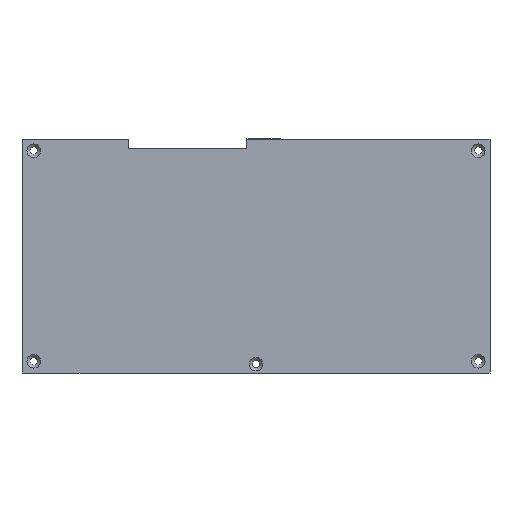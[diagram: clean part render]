
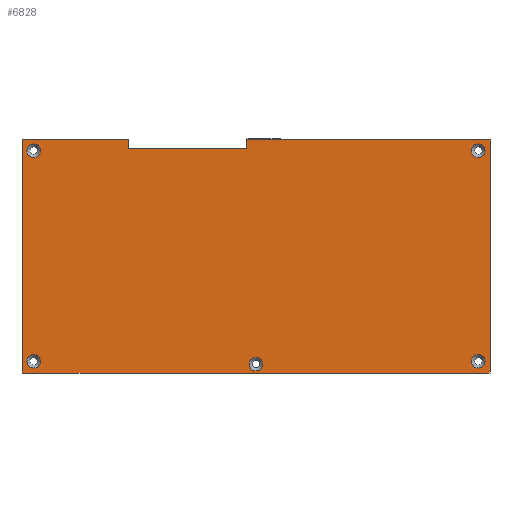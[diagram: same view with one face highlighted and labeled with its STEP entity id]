
A CAD part, front view. The second image highlights one B-rep face of the part: STEP entity #6828.
In plain terms, the highlighted planar face has unit normal (0, -1, 0).
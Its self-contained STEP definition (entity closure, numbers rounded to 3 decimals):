
#83=FACE_BOUND('',#2470,.T.);
#84=FACE_BOUND('',#2471,.T.);
#85=FACE_BOUND('',#2472,.T.);
#86=FACE_BOUND('',#2473,.T.);
#87=FACE_BOUND('',#2474,.T.);
#118=LINE('',#9486,#1056);
#461=LINE('',#10165,#1399);
#462=LINE('',#10168,#1400);
#466=LINE('',#10176,#1404);
#467=LINE('',#10178,#1405);
#468=LINE('',#10180,#1406);
#469=LINE('',#10182,#1407);
#470=LINE('',#10183,#1408);
#1056=VECTOR('',#7692,10.);
#1399=VECTOR('',#8075,10.);
#1400=VECTOR('',#8078,10.);
#1404=VECTOR('',#8086,10.);
#1405=VECTOR('',#8087,10.);
#1406=VECTOR('',#8088,10.);
#1407=VECTOR('',#8089,10.);
#1408=VECTOR('',#8090,10.);
#2015=FACE_OUTER_BOUND('',#2469,.T.);
#2469=EDGE_LOOP('',(#4931,#4932,#4933,#4934,#4935,#4936,#4937,#4938));
#2470=EDGE_LOOP('',(#4939));
#2471=EDGE_LOOP('',(#4940));
#2472=EDGE_LOOP('',(#4941));
#2473=EDGE_LOOP('',(#4942));
#2474=EDGE_LOOP('',(#4943));
#2851=CIRCLE('',#7250,2.875);
#2852=CIRCLE('',#7251,2.875);
#2853=CIRCLE('',#7252,2.875);
#2854=CIRCLE('',#7253,2.875);
#2855=CIRCLE('',#7254,2.875);
#2897=VERTEX_POINT('',#9483);
#2898=VERTEX_POINT('',#9485);
#3214=VERTEX_POINT('',#10163);
#3215=VERTEX_POINT('',#10167);
#3217=VERTEX_POINT('',#10175);
#3218=VERTEX_POINT('',#10177);
#3219=VERTEX_POINT('',#10179);
#3220=VERTEX_POINT('',#10181);
#3221=VERTEX_POINT('',#10184);
#3222=VERTEX_POINT('',#10186);
#3223=VERTEX_POINT('',#10188);
#3224=VERTEX_POINT('',#10190);
#3225=VERTEX_POINT('',#10192);
#3545=EDGE_CURVE('',#2898,#2897,#118,.T.);
#3888=EDGE_CURVE('',#2897,#3214,#461,.T.);
#3889=EDGE_CURVE('',#3215,#2898,#462,.T.);
#3893=EDGE_CURVE('',#3214,#3217,#466,.T.);
#3894=EDGE_CURVE('',#3217,#3218,#467,.T.);
#3895=EDGE_CURVE('',#3218,#3219,#468,.T.);
#3896=EDGE_CURVE('',#3219,#3220,#469,.T.);
#3897=EDGE_CURVE('',#3220,#3215,#470,.T.);
#3898=EDGE_CURVE('',#3221,#3221,#2851,.T.);
#3899=EDGE_CURVE('',#3222,#3222,#2852,.T.);
#3900=EDGE_CURVE('',#3223,#3223,#2853,.T.);
#3901=EDGE_CURVE('',#3224,#3224,#2854,.T.);
#3902=EDGE_CURVE('',#3225,#3225,#2855,.T.);
#4931=ORIENTED_EDGE('',*,*,#3893,.T.);
#4932=ORIENTED_EDGE('',*,*,#3894,.T.);
#4933=ORIENTED_EDGE('',*,*,#3895,.T.);
#4934=ORIENTED_EDGE('',*,*,#3896,.T.);
#4935=ORIENTED_EDGE('',*,*,#3897,.T.);
#4936=ORIENTED_EDGE('',*,*,#3889,.T.);
#4937=ORIENTED_EDGE('',*,*,#3545,.T.);
#4938=ORIENTED_EDGE('',*,*,#3888,.T.);
#4939=ORIENTED_EDGE('',*,*,#3898,.F.);
#4940=ORIENTED_EDGE('',*,*,#3899,.F.);
#4941=ORIENTED_EDGE('',*,*,#3900,.F.);
#4942=ORIENTED_EDGE('',*,*,#3901,.F.);
#4943=ORIENTED_EDGE('',*,*,#3902,.F.);
#6448=PLANE('',#7249);
#6828=ADVANCED_FACE('',(#2015,#83,#84,#85,#86,#87),#6448,.F.);
#7249=AXIS2_PLACEMENT_3D('',#10174,#8084,#8085);
#7250=AXIS2_PLACEMENT_3D('',#10185,#8091,#8092);
#7251=AXIS2_PLACEMENT_3D('',#10187,#8093,#8094);
#7252=AXIS2_PLACEMENT_3D('',#10189,#8095,#8096);
#7253=AXIS2_PLACEMENT_3D('',#10191,#8097,#8098);
#7254=AXIS2_PLACEMENT_3D('',#10193,#8099,#8100);
#7692=DIRECTION('',(-1.,0.,0.));
#8075=DIRECTION('',(0.,0.,1.));
#8078=DIRECTION('',(0.,0.,-1.));
#8084=DIRECTION('center_axis',(0.,1.,0.));
#8085=DIRECTION('ref_axis',(1.,0.,0.));
#8086=DIRECTION('',(-1.,0.,0.));
#8087=DIRECTION('',(0.,0.,-1.));
#8088=DIRECTION('',(1.,0.,0.));
#8089=DIRECTION('',(0.,0.,1.));
#8090=DIRECTION('',(-1.,0.,0.));
#8091=DIRECTION('center_axis',(0.,-1.,0.));
#8092=DIRECTION('ref_axis',(1.,0.,0.));
#8093=DIRECTION('center_axis',(0.,-1.,0.));
#8094=DIRECTION('ref_axis',(1.,0.,0.));
#8095=DIRECTION('center_axis',(0.,-1.,0.));
#8096=DIRECTION('ref_axis',(1.,0.,0.));
#8097=DIRECTION('center_axis',(0.,-1.,0.));
#8098=DIRECTION('ref_axis',(1.,0.,0.));
#8099=DIRECTION('center_axis',(0.,-1.,0.));
#8100=DIRECTION('ref_axis',(1.,0.,0.));
#9483=CARTESIAN_POINT('',(-54.337,0.,45.8));
#9485=CARTESIAN_POINT('',(-3.937,0.,45.8));
#9486=CARTESIAN_POINT('',(-1.968,0.,45.8));
#10163=CARTESIAN_POINT('',(-54.337,0.,50.));
#10165=CARTESIAN_POINT('',(-54.337,0.,22.9));
#10167=CARTESIAN_POINT('',(-3.937,0.,50.));
#10168=CARTESIAN_POINT('',(-3.937,0.,25.));
#10174=CARTESIAN_POINT('Origin',(0.,0.,0.));
#10175=CARTESIAN_POINT('',(-100.,0.,50.));
#10176=CARTESIAN_POINT('',(100.,0.,50.));
#10177=CARTESIAN_POINT('',(-100.,0.,-50.));
#10178=CARTESIAN_POINT('',(-100.,0.,50.));
#10179=CARTESIAN_POINT('',(100.,0.,-50.));
#10180=CARTESIAN_POINT('',(-100.,0.,-50.));
#10181=CARTESIAN_POINT('',(100.,0.,50.));
#10182=CARTESIAN_POINT('',(100.,0.,-50.));
#10183=CARTESIAN_POINT('',(100.,0.,50.));
#10184=CARTESIAN_POINT('',(-2.875,0.,-46.25));
#10185=CARTESIAN_POINT('Origin',(0.,0.,-46.25));
#10186=CARTESIAN_POINT('',(-97.875,0.,-45.));
#10187=CARTESIAN_POINT('Origin',(-95.,0.,-45.));
#10188=CARTESIAN_POINT('',(92.125,0.,45.));
#10189=CARTESIAN_POINT('Origin',(95.,0.,45.));
#10190=CARTESIAN_POINT('',(92.125,0.,-45.));
#10191=CARTESIAN_POINT('Origin',(95.,0.,-45.));
#10192=CARTESIAN_POINT('',(-97.875,0.,45.));
#10193=CARTESIAN_POINT('Origin',(-95.,0.,45.));
